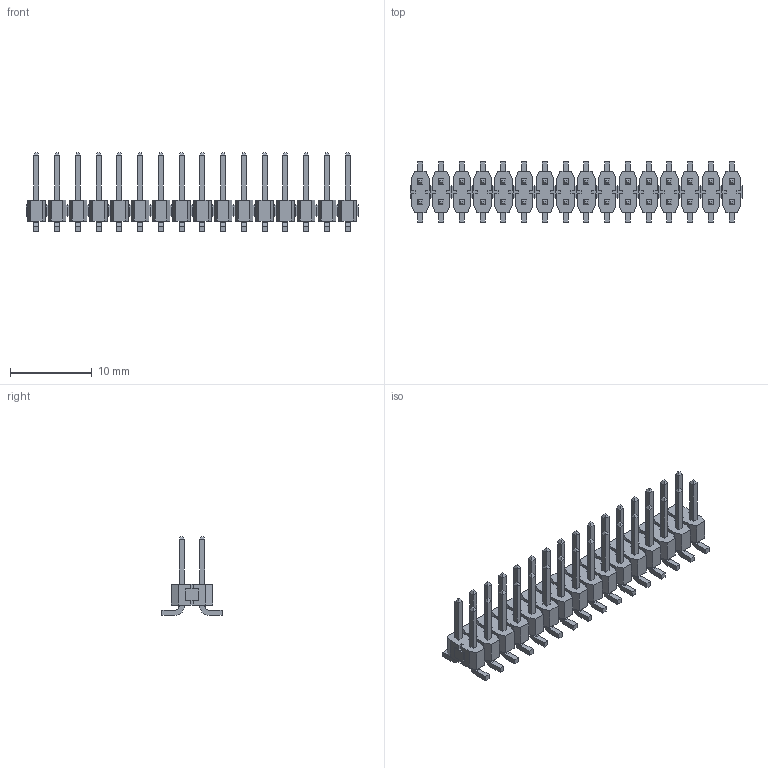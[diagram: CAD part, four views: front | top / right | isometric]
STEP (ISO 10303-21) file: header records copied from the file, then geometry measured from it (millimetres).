
FILE_DESCRIPTION (( 'STEP AP214' ), '1' );
FILE_NAME ('TSM-116-01-G-DV.STEP', '2021-03-11T11:17:04', ( '' ), ( '' ), 'SwSTEP 2.0', 'SolidWorks 2018', '' );
FILE_SCHEMA (( 'AUTOMOTIVE_DESIGN' ));
Length unit declared in the file: millimetre
Products named in the file (1): TSM-116-01-G-DV
Bounding box: 40.64 x 7.37 x 9.65 mm (x, y, z)
Volume: 538.7 mm3; surface area: 1638.8 mm2
Topology: 16 solids, 16 shells, 1120 faces, 2944 edges, 1920 vertices
Faces by surface type: plane 1056, cylinder 64
Entity records: 46221 total; most frequent: CARTESIAN_POINT 5985, ORIENTED_EDGE 5888, DIRECTION 5314, EDGE_CURVE 2944, VECTOR 2816, LINE 2816, VERTEX_POINT 1920, AXIS2_PLACEMENT_3D 1249
